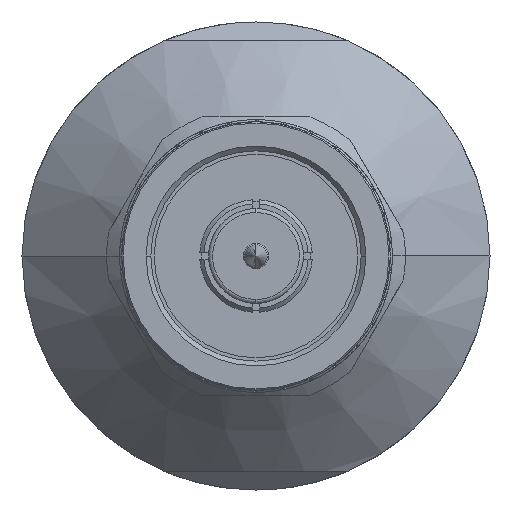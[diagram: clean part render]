
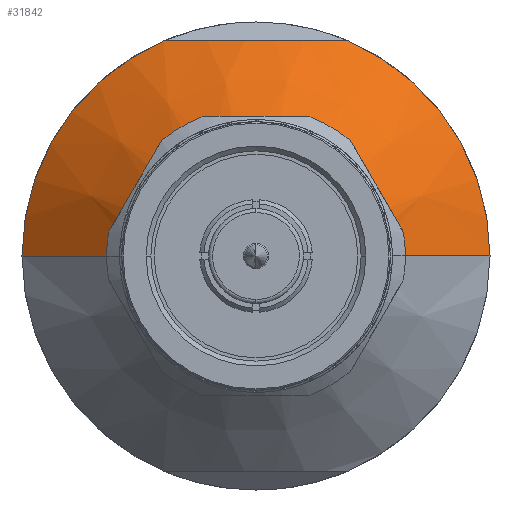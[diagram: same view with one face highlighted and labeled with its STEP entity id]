
A CAD part, left-side view. The second image highlights one B-rep face of the part: STEP entity #31842.
In plain terms, the highlighted conical face has half-angle 45 degrees and reference radius 17.25 mm.
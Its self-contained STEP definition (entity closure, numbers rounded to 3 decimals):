
#940 = DIRECTION ( 'NONE',  ( 0.707, -0.707, 0. ) ) ;
#1075 = ORIENTED_EDGE ( 'NONE', *, *, #7287, .T. ) ;
#1440 = VERTEX_POINT ( 'NONE', #49792 ) ;
#3429 = CARTESIAN_POINT ( 'NONE',  ( 24.103, 2.378, 15.85 ) ) ;
#3636 = CARTESIAN_POINT ( 'NONE',  ( 25.5, -6.807, 15.85 ) ) ;
#4084 = DIRECTION ( 'NONE',  ( 1., 0., 0. ) ) ;
#4778 = EDGE_CURVE ( 'NONE', #51536, #37961, #53494, .T. ) ;
#5080 = VERTEX_POINT ( 'NONE', #16147 ) ;
#5143 = EDGE_CURVE ( 'NONE', #12608, #1440, #30206, .T. ) ;
#5560 = CARTESIAN_POINT ( 'NONE',  ( 17., 8.75, 0. ) ) ;
#7132 = CARTESIAN_POINT ( 'NONE',  ( 25.5, -6.807, 15.85 ) ) ;
#7287 = EDGE_CURVE ( 'NONE', #45236, #5080, #15873, .T. ) ;
#11942 = CIRCLE ( 'NONE', #28084, 8.75 ) ;
#12608 = VERTEX_POINT ( 'NONE', #5560 ) ;
#13577 = DIRECTION ( 'NONE',  ( 0., 1., 0. ) ) ;
#14088 = CARTESIAN_POINT ( 'NONE',  ( 17., 0., 0. ) ) ;
#14240 = EDGE_CURVE ( 'NONE', #1440, #21576, #22099, .T. ) ;
#14649 = ORIENTED_EDGE ( 'NONE', *, *, #5143, .F. ) ;
#15873 = CIRCLE ( 'NONE', #49486, 8.75 ) ;
#16147 = CARTESIAN_POINT ( 'NONE',  ( 17., -8.75, 0. ) ) ;
#17041 = EDGE_CURVE ( 'NONE', #21576, #51536, #35895, .T. ) ;
#18873 = DIRECTION ( 'NONE',  ( 0., 0., -1. ) ) ;
#19705 = AXIS2_PLACEMENT_3D ( 'NONE', #32664, #4084, #37462 ) ;
#20506 = DIRECTION ( 'NONE',  ( 1., 0., 0. ) ) ;
#21576 = VERTEX_POINT ( 'NONE', #55613 ) ;
#22099 = CIRCLE ( 'NONE', #31791, 17.25 ) ;
#22581 = CARTESIAN_POINT ( 'NONE',  ( 24.23, -2.316, 15.85 ) ) ;
#22827 = CARTESIAN_POINT ( 'NONE',  ( 25.5, -17.25, 0. ) ) ;
#23390 = DIRECTION ( 'NONE',  ( 1., 0., 0. ) ) ;
#25945 = CARTESIAN_POINT ( 'NONE',  ( 25.5, 17.25, 0. ) ) ;
#26241 = CARTESIAN_POINT ( 'NONE',  ( 25.5, 0., 0. ) ) ;
#27373 = CARTESIAN_POINT ( 'NONE',  ( 24.742, -4.586, 15.85 ) ) ;
#28084 = AXIS2_PLACEMENT_3D ( 'NONE', #14088, #47559, #18873 ) ;
#29264 = CARTESIAN_POINT ( 'NONE',  ( 25.5, -17.25, 0. ) ) ;
#30206 = LINE ( 'NONE', #25945, #58720 ) ;
#30975 = DIRECTION ( 'NONE',  ( 0.707, 0.707, 0. ) ) ;
#31088 = DIRECTION ( 'NONE',  ( 0., 0., -1. ) ) ;
#31791 = AXIS2_PLACEMENT_3D ( 'NONE', #26241, #59822, #31088 ) ;
#31842 = ADVANCED_FACE ( 'NONE', ( #55512 ), #41277, .T. ) ;
#32220 = CARTESIAN_POINT ( 'NONE',  ( 25.284, -6.261, 15.85 ) ) ;
#32429 = ORIENTED_EDGE ( 'NONE', *, *, #17041, .F. ) ;
#32664 = CARTESIAN_POINT ( 'NONE',  ( 25.5, 0., 0. ) ) ;
#32772 = CARTESIAN_POINT ( 'NONE',  ( 17., 0., 8.75 ) ) ;
#32798 = AXIS2_PLACEMENT_3D ( 'NONE', #56888, #23390, #13577 ) ;
#34786 = EDGE_CURVE ( 'NONE', #12608, #45236, #11942, .T. ) ;
#35895 = B_SPLINE_CURVE_WITH_KNOTS ( 'NONE', 3,
 ( #59869, #46421, #3429, #51268, #22581, #56070, #27373, #60936, #32220, #3636 ),
 .UNSPECIFIED., .F., .F.,
 ( 4, 2, 2, 2, 4 ),
 ( -0.007, 0., 0.003, 0.005, 0.007 ),
 .UNSPECIFIED. ) ;
#36784 = ORIENTED_EDGE ( 'NONE', *, *, #14240, .F. ) ;
#37462 = DIRECTION ( 'NONE',  ( 0., 0., -1. ) ) ;
#37961 = VERTEX_POINT ( 'NONE', #22827 ) ;
#41165 = ORIENTED_EDGE ( 'NONE', *, *, #4778, .F. ) ;
#41277 = CONICAL_SURFACE ( 'NONE', #32798, 17.25, 0.785 ) ;
#43944 = LINE ( 'NONE', #29264, #53728 ) ;
#45236 = VERTEX_POINT ( 'NONE', #32772 ) ;
#46421 = CARTESIAN_POINT ( 'NONE',  ( 24.639, 4.626, 15.85 ) ) ;
#47559 = DIRECTION ( 'NONE',  ( 1., 0., 0. ) ) ;
#49192 = CARTESIAN_POINT ( 'NONE',  ( 17., 0., 0. ) ) ;
#49312 = EDGE_CURVE ( 'NONE', #5080, #37961, #43944, .T. ) ;
#49486 = AXIS2_PLACEMENT_3D ( 'NONE', #49192, #20506, #54004 ) ;
#49792 = CARTESIAN_POINT ( 'NONE',  ( 25.5, 17.25, 0. ) ) ;
#50631 = ORIENTED_EDGE ( 'NONE', *, *, #49312, .T. ) ;
#50662 = ORIENTED_EDGE ( 'NONE', *, *, #34786, .T. ) ;
#51268 = CARTESIAN_POINT ( 'NONE',  ( 24.099, -1.159, 15.85 ) ) ;
#51536 = VERTEX_POINT ( 'NONE', #7132 ) ;
#53494 = CIRCLE ( 'NONE', #19705, 17.25 ) ;
#53728 = VECTOR ( 'NONE', #940, 1000. ) ;
#54004 = DIRECTION ( 'NONE',  ( 0., 0., -1. ) ) ;
#55512 = FACE_OUTER_BOUND ( 'NONE', #61476, .T. ) ;
#55613 = CARTESIAN_POINT ( 'NONE',  ( 25.5, 6.807, 15.85 ) ) ;
#56070 = CARTESIAN_POINT ( 'NONE',  ( 24.593, -4.022, 15.85 ) ) ;
#56888 = CARTESIAN_POINT ( 'NONE',  ( 25.5, 0., 0. ) ) ;
#58720 = VECTOR ( 'NONE', #30975, 1000. ) ;
#59822 = DIRECTION ( 'NONE',  ( 1., 0., 0. ) ) ;
#59869 = CARTESIAN_POINT ( 'NONE',  ( 25.5, 6.807, 15.85 ) ) ;
#60936 = CARTESIAN_POINT ( 'NONE',  ( 25.087, -5.705, 15.85 ) ) ;
#61476 = EDGE_LOOP ( 'NONE', ( #50662, #1075, #50631, #41165, #32429, #36784, #14649 ) ) ;
